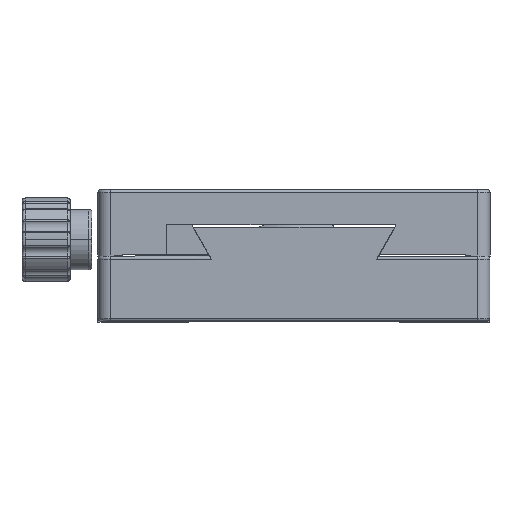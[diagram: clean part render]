
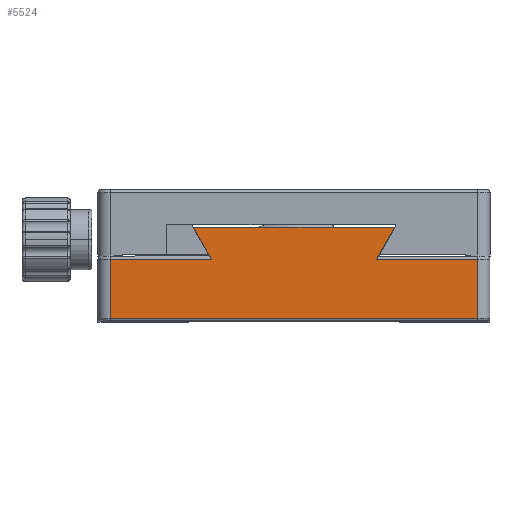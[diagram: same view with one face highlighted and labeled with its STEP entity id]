
A CAD part, left-side view. The second image highlights one B-rep face of the part: STEP entity #5524.
In plain terms, the highlighted planar face has unit normal (-1, 0, 0).
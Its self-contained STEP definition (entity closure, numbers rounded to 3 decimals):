
#153 = DIRECTION ( 'NONE',  ( 0., -1., 0. ) ) ;
#949 = VECTOR ( 'NONE', #22955, 1000. ) ;
#1243 = VERTEX_POINT ( 'NONE', #57909 ) ;
#2197 = EDGE_CURVE ( 'NONE', #41245, #19589, #37688, .T. ) ;
#3776 = EDGE_CURVE ( 'NONE', #19927, #14042, #24631, .T. ) ;
#4532 = DIRECTION ( 'NONE',  ( 0., 0., 1. ) ) ;
#5524 = ADVANCED_FACE ( 'NONE', ( #37871 ), #48071, .F. ) ;
#6272 = EDGE_CURVE ( 'NONE', #32895, #21280, #49685, .T. ) ;
#7979 = EDGE_CURVE ( 'NONE', #1243, #19325, #56408, .T. ) ;
#8443 = DIRECTION ( 'NONE',  ( 0., 0., -1. ) ) ;
#8491 = CARTESIAN_POINT ( 'NONE',  ( -45., -30.5, 0.7 ) ) ;
#8770 = CARTESIAN_POINT ( 'NONE',  ( -45., -16.598, 15.8 ) ) ;
#8920 = CARTESIAN_POINT ( 'NONE',  ( -45., -14., 10.5 ) ) ;
#10099 = VECTOR ( 'NONE', #41341, 1000. ) ;
#10195 = ORIENTED_EDGE ( 'NONE', *, *, #19936, .T. ) ;
#10874 = ORIENTED_EDGE ( 'NONE', *, *, #45757, .T. ) ;
#13623 = DIRECTION ( 'NONE',  ( 0., 0., -1. ) ) ;
#14042 = VERTEX_POINT ( 'NONE', #8770 ) ;
#14108 = LINE ( 'NONE', #8920, #16254 ) ;
#14893 = CIRCLE ( 'NONE', #18276, 0.1 ) ;
#15068 = ORIENTED_EDGE ( 'NONE', *, *, #47308, .F. ) ;
#16254 = VECTOR ( 'NONE', #22513, 1000. ) ;
#17878 = CARTESIAN_POINT ( 'NONE',  ( -45., 16.598, 15.8 ) ) ;
#18205 = VECTOR ( 'NONE', #38530, 1000. ) ;
#18276 = AXIS2_PLACEMENT_3D ( 'NONE', #38547, #52127, #34395 ) ;
#19325 = VERTEX_POINT ( 'NONE', #49436 ) ;
#19589 = VERTEX_POINT ( 'NONE', #20356 ) ;
#19927 = VERTEX_POINT ( 'NONE', #17878 ) ;
#19936 = EDGE_CURVE ( 'NONE', #19325, #51631, #20370, .T. ) ;
#20128 = AXIS2_PLACEMENT_3D ( 'NONE', #47873, #56903, #20939 ) ;
#20356 = CARTESIAN_POINT ( 'NONE',  ( -45., -13.711, 10.5 ) ) ;
#20370 = LINE ( 'NONE', #30721, #26684 ) ;
#20939 = DIRECTION ( 'NONE',  ( 0., 0., -1. ) ) ;
#21280 = VERTEX_POINT ( 'NONE', #56785 ) ;
#22281 = CARTESIAN_POINT ( 'NONE',  ( -45., -30.5, 11. ) ) ;
#22513 = DIRECTION ( 'NONE',  ( 0., 1., 0. ) ) ;
#22955 = DIRECTION ( 'NONE',  ( 0., 0.5, -0.866 ) ) ;
#23554 = ORIENTED_EDGE ( 'NONE', *, *, #3776, .F. ) ;
#24631 = LINE ( 'NONE', #31484, #50119 ) ;
#24970 = ORIENTED_EDGE ( 'NONE', *, *, #7979, .T. ) ;
#26684 = VECTOR ( 'NONE', #8443, 1000. ) ;
#27732 = CIRCLE ( 'NONE', #41638, 0.1 ) ;
#30721 = CARTESIAN_POINT ( 'NONE',  ( -45., 30.5, 11. ) ) ;
#31001 = CARTESIAN_POINT ( 'NONE',  ( -45., 30.5, 0.7 ) ) ;
#31484 = CARTESIAN_POINT ( 'NONE',  ( -45., 16.771, 15.8 ) ) ;
#31782 = DIRECTION ( 'NONE',  ( -1., 0., 0. ) ) ;
#32294 = LINE ( 'NONE', #55398, #55560 ) ;
#32895 = VERTEX_POINT ( 'NONE', #8491 ) ;
#33371 = CARTESIAN_POINT ( 'NONE',  ( -45., -16.685, 15.65 ) ) ;
#34395 = DIRECTION ( 'NONE',  ( 0., 0., -1. ) ) ;
#36743 = ORIENTED_EDGE ( 'NONE', *, *, #40802, .T. ) ;
#37152 = VERTEX_POINT ( 'NONE', #56767 ) ;
#37215 = CARTESIAN_POINT ( 'NONE',  ( -45., -30.5, 0.7 ) ) ;
#37634 = VECTOR ( 'NONE', #4532, 1000. ) ;
#37688 = LINE ( 'NONE', #45171, #949 ) ;
#37871 = FACE_OUTER_BOUND ( 'NONE', #37998, .T. ) ;
#37919 = CARTESIAN_POINT ( 'NONE',  ( -45., 30.5, 10.5 ) ) ;
#37998 = EDGE_LOOP ( 'NONE', ( #23554, #46275, #15068, #24970, #10195, #36743, #39637, #43927, #44787, #10874 ) ) ;
#38530 = DIRECTION ( 'NONE',  ( 0., 1., 0. ) ) ;
#38547 = CARTESIAN_POINT ( 'NONE',  ( -45., 16.598, 15.7 ) ) ;
#39637 = ORIENTED_EDGE ( 'NONE', *, *, #6272, .T. ) ;
#40802 = EDGE_CURVE ( 'NONE', #51631, #32895, #46143, .T. ) ;
#41245 = VERTEX_POINT ( 'NONE', #33371 ) ;
#41341 = DIRECTION ( 'NONE',  ( 0., -1., 0. ) ) ;
#41638 = AXIS2_PLACEMENT_3D ( 'NONE', #49798, #31782, #13623 ) ;
#42013 = DIRECTION ( 'NONE',  ( 0., 0.5, 0.866 ) ) ;
#43927 = ORIENTED_EDGE ( 'NONE', *, *, #46781, .T. ) ;
#44787 = ORIENTED_EDGE ( 'NONE', *, *, #2197, .F. ) ;
#45171 = CARTESIAN_POINT ( 'NONE',  ( -45., -16.771, 15.8 ) ) ;
#45757 = EDGE_CURVE ( 'NONE', #41245, #14042, #27732, .T. ) ;
#46143 = LINE ( 'NONE', #37215, #10099 ) ;
#46275 = ORIENTED_EDGE ( 'NONE', *, *, #54070, .T. ) ;
#46781 = EDGE_CURVE ( 'NONE', #21280, #19589, #14108, .T. ) ;
#47308 = EDGE_CURVE ( 'NONE', #1243, #37152, #32294, .T. ) ;
#47873 = CARTESIAN_POINT ( 'NONE',  ( -45., 32.5, 11. ) ) ;
#48071 = PLANE ( 'NONE',  #20128 ) ;
#49436 = CARTESIAN_POINT ( 'NONE',  ( -45., 30.5, 10.5 ) ) ;
#49685 = LINE ( 'NONE', #22281, #37634 ) ;
#49798 = CARTESIAN_POINT ( 'NONE',  ( -45., -16.598, 15.7 ) ) ;
#50119 = VECTOR ( 'NONE', #153, 1000. ) ;
#51631 = VERTEX_POINT ( 'NONE', #31001 ) ;
#52127 = DIRECTION ( 'NONE',  ( -1., 0., 0. ) ) ;
#54070 = EDGE_CURVE ( 'NONE', #19927, #37152, #14893, .T. ) ;
#55398 = CARTESIAN_POINT ( 'NONE',  ( -45., 14., 11. ) ) ;
#55560 = VECTOR ( 'NONE', #42013, 1000. ) ;
#56408 = LINE ( 'NONE', #37919, #18205 ) ;
#56767 = CARTESIAN_POINT ( 'NONE',  ( -45., 16.685, 15.65 ) ) ;
#56785 = CARTESIAN_POINT ( 'NONE',  ( -45., -30.5, 10.5 ) ) ;
#56903 = DIRECTION ( 'NONE',  ( 1., 0., 0. ) ) ;
#57909 = CARTESIAN_POINT ( 'NONE',  ( -45., 13.711, 10.5 ) ) ;
